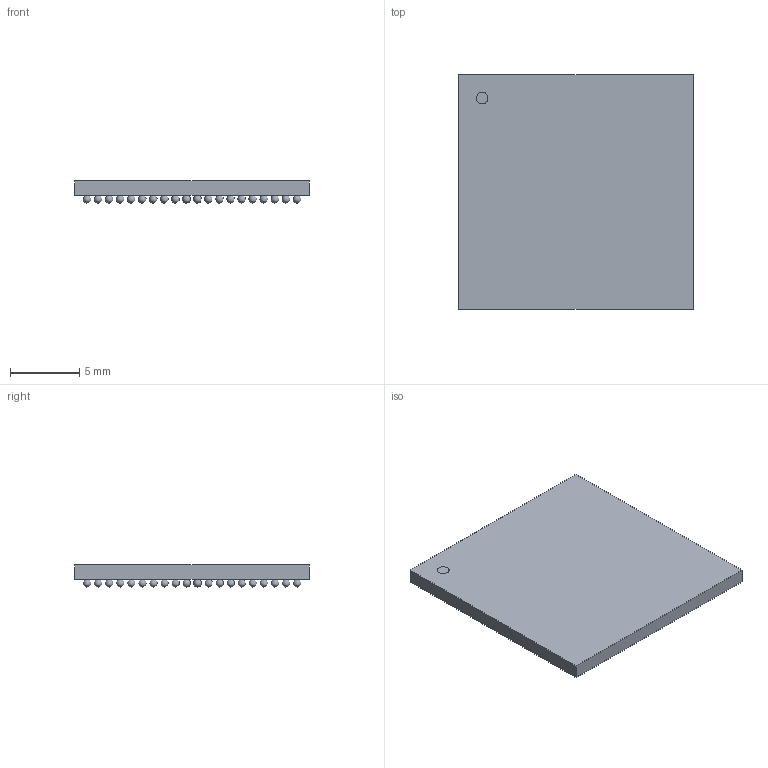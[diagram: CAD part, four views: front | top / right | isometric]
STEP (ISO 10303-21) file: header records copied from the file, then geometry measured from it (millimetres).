
FILE_DESCRIPTION(('STEP AP214'),'1');
FILE_NAME('CLG400_ZYNQ-7000_AMD','2025-08-09T05:58:45',(''),(''),'','','');
FILE_SCHEMA(('AUTOMOTIVE_DESIGN'));
Length unit declared in the file: millimetre
Products named in the file (1): product
Bounding box: 16.99 x 16.99 x 1.6 mm (x, y, z)
Volume: 337.4 mm3; surface area: 1041.8 mm2
Topology: 402 solids, 402 shells, 409 faces, 1215 edges, 810 vertices
Faces by surface type: sphere 400, plane 8, cylinder 1
Full cylindrical faces by diameter (mm): 0.85 x1
Entity records: 3973 total; most frequent: DIRECTION 838, CARTESIAN_POINT 423, AXIS2_PLACEMENT_3D 413, STYLED_ITEM 409, ADVANCED_FACE 409, MANIFOLD_SOLID_BREP 402, CLOSED_SHELL 402, SPHERICAL_SURFACE 400
